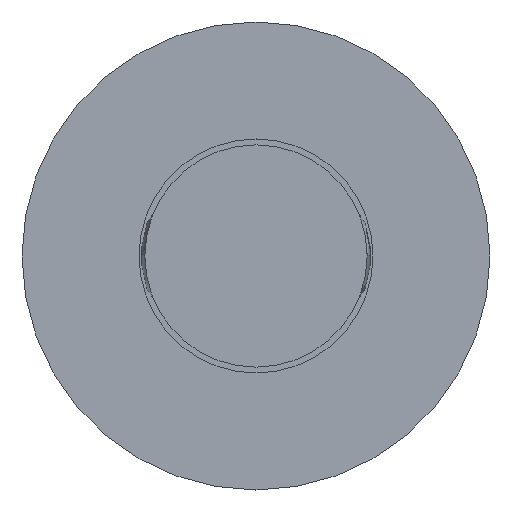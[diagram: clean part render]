
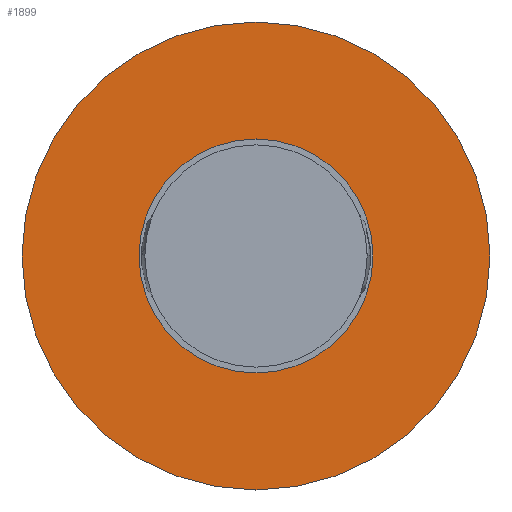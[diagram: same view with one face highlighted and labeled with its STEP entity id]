
A CAD part, left-side view. The second image highlights one B-rep face of the part: STEP entity #1899.
In plain terms, the highlighted face is planar.
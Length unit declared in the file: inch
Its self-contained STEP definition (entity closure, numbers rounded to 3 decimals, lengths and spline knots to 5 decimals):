
#183=FACE_BOUND('',#600,.T.);
#196=PLANE('',#2052);
#480=FACE_OUTER_BOUND('',#599,.T.);
#599=EDGE_LOOP('',(#1358));
#600=EDGE_LOOP('',(#1359));
#736=CIRCLE('',#2047,0.2);
#739=CIRCLE('',#2051,0.4);
#790=VERTEX_POINT('',#2731);
#793=VERTEX_POINT('',#2739);
#1004=EDGE_CURVE('',#790,#790,#736,.T.);
#1009=EDGE_CURVE('',#793,#793,#739,.T.);
#1358=ORIENTED_EDGE('',*,*,#1009,.T.);
#1359=ORIENTED_EDGE('',*,*,#1004,.F.);
#1899=ADVANCED_FACE('',(#480,#183),#196,.T.);
#2047=AXIS2_PLACEMENT_3D('',#2732,#2256,#2257);
#2051=AXIS2_PLACEMENT_3D('',#2741,#2266,#2267);
#2052=AXIS2_PLACEMENT_3D('',#2742,#2268,#2269);
#2256=DIRECTION('center_axis',(0.,0.,-1.));
#2257=DIRECTION('ref_axis',(-1.,0.,0.));
#2266=DIRECTION('center_axis',(0.,0.,-1.));
#2267=DIRECTION('ref_axis',(-1.,0.,0.));
#2268=DIRECTION('center_axis',(0.,0.,-1.));
#2269=DIRECTION('ref_axis',(-1.,0.,0.));
#2731=CARTESIAN_POINT('',(-0.2,0.,0.33));
#2732=CARTESIAN_POINT('Origin',(0.,0.,0.33));
#2739=CARTESIAN_POINT('',(-0.4,0.,0.33));
#2741=CARTESIAN_POINT('Origin',(0.,0.,0.33));
#2742=CARTESIAN_POINT('Origin',(0.,0.,0.33));
